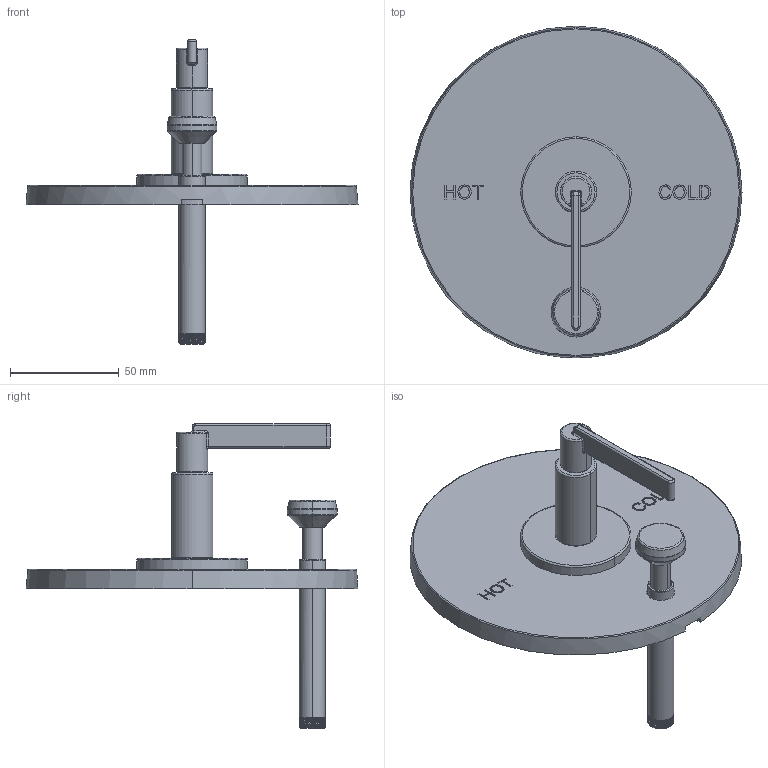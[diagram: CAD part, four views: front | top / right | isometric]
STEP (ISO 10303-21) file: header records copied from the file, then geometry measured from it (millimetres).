
FILE_DESCRIPTION((''),'2;1');
FILE_NAME('5-3322BP_ASM','2020-09-14T12:21:32',('jinson.thomas'),(''),'CREO PARAMETRIC BY PTC INC, 2018400','CREO PARAMETRIC BY PTC INC, 2018400','');
FILE_SCHEMA(('CONFIG_CONTROL_DESIGN'));
Length unit declared in the file: inch
Products named in the file (13): 30748; 20-501_ASM; 10497; 10496; 10498; 2-217_ASM; 13532; 20-565_ASM; 13533; 13534; 20-566_ASM; 3-721_ASM; 5-3322BP_ASM
Assembly tree (12 placements, depth 4):
  5-3322BP_ASM
    20-501_ASM
      30748
    2-217_ASM
      10497
      10496
      10498
    3-721_ASM
      20-565_ASM
        13532
      20-566_ASM
        13533
        13534
Bounding box: 152.4 x 152.25 x 139.73 mm (x, y, z)
Volume: 88463.9 mm3; surface area: 65917.4 mm2
Topology: 7 solids, 7 shells, 479 faces, 1224 edges, 783 vertices
Faces by surface type: cylinder 163, plane 124, extrusion 76, bspline 53, cone 39, torus 24
Entity records: 26746 total; most frequent: CARTESIAN_POINT 15593, ORIENTED_EDGE 2436, DIRECTION 1918, EDGE_CURVE 1218, VERTEX_POINT 783, AXIS2_PLACEMENT_3D 667, VECTOR 584, EDGE_LOOP 519
